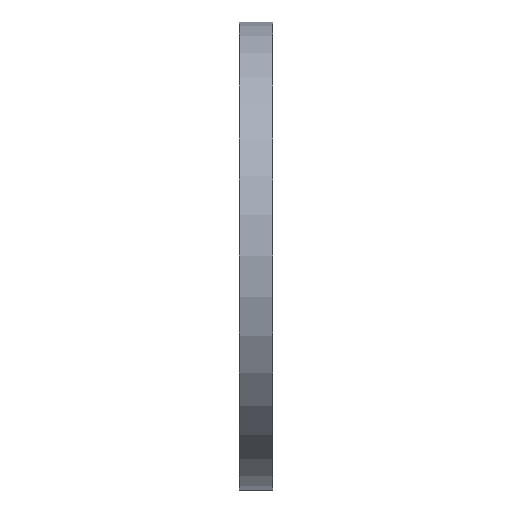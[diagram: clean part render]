
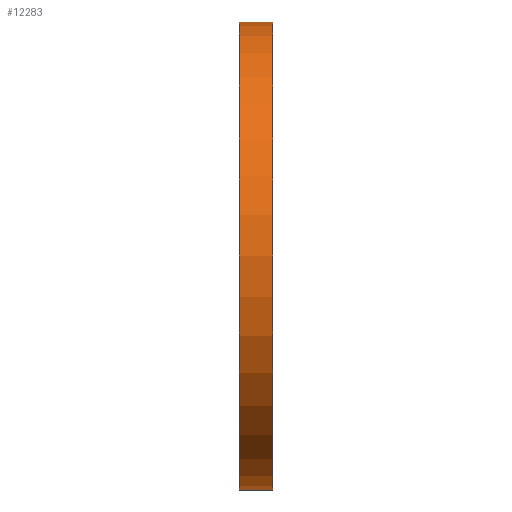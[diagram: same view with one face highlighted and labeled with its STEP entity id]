
A CAD part, left-side view. The second image highlights one B-rep face of the part: STEP entity #12283.
In plain terms, the highlighted cylindrical face has radius 70 mm (diameter 140 mm), a partial arc.
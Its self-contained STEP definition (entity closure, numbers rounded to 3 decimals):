
#69 = CYLINDRICAL_SURFACE ( 'NONE', #4715, 70. ) ;
#271 = CARTESIAN_POINT ( 'NONE',  ( 0., 10., -70. ) ) ;
#290 = VERTEX_POINT ( 'NONE', #3655 ) ;
#465 = AXIS2_PLACEMENT_3D ( 'NONE', #7320, #8552, #13092 ) ;
#887 = CIRCLE ( 'NONE', #10352, 70. ) ;
#2145 = CARTESIAN_POINT ( 'NONE',  ( 0., 10., 0. ) ) ;
#2266 = DIRECTION ( 'NONE',  ( 0., 1., 0. ) ) ;
#3085 = FACE_OUTER_BOUND ( 'NONE', #11430, .T. ) ;
#3655 = CARTESIAN_POINT ( 'NONE',  ( 0., 10., 70. ) ) ;
#3788 = CARTESIAN_POINT ( 'NONE',  ( 0., 10., -70. ) ) ;
#3835 = ORIENTED_EDGE ( 'NONE', *, *, #7372, .F. ) ;
#4191 = CARTESIAN_POINT ( 'NONE',  ( 0., 10., 70. ) ) ;
#4293 = VERTEX_POINT ( 'NONE', #3788 ) ;
#4715 = AXIS2_PLACEMENT_3D ( 'NONE', #2145, #8108, #8156 ) ;
#4742 = VECTOR ( 'NONE', #12655, 1000. ) ;
#4948 = VERTEX_POINT ( 'NONE', #11036 ) ;
#5128 = EDGE_CURVE ( 'NONE', #290, #4948, #7908, .T. ) ;
#5250 = EDGE_CURVE ( 'NONE', #9880, #4948, #887, .T. ) ;
#5633 = CIRCLE ( 'NONE', #465, 70. ) ;
#5983 = CARTESIAN_POINT ( 'NONE',  ( 0., 0., -70. ) ) ;
#6731 = CARTESIAN_POINT ( 'NONE',  ( 0., 0., 0. ) ) ;
#7320 = CARTESIAN_POINT ( 'NONE',  ( 0., 10., 0. ) ) ;
#7372 = EDGE_CURVE ( 'NONE', #4293, #290, #5633, .T. ) ;
#7520 = LINE ( 'NONE', #271, #4742 ) ;
#7673 = EDGE_CURVE ( 'NONE', #4293, #9880, #7520, .T. ) ;
#7908 = LINE ( 'NONE', #4191, #14270 ) ;
#8108 = DIRECTION ( 'NONE',  ( 0., -1., 0. ) ) ;
#8156 = DIRECTION ( 'NONE',  ( 0., 0., -1. ) ) ;
#8552 = DIRECTION ( 'NONE',  ( 0., 1., 0. ) ) ;
#9880 = VERTEX_POINT ( 'NONE', #5983 ) ;
#10201 = ORIENTED_EDGE ( 'NONE', *, *, #5128, .F. ) ;
#10352 = AXIS2_PLACEMENT_3D ( 'NONE', #6731, #2266, #11417 ) ;
#11003 = ORIENTED_EDGE ( 'NONE', *, *, #5250, .T. ) ;
#11036 = CARTESIAN_POINT ( 'NONE',  ( 0., 0., 70. ) ) ;
#11417 = DIRECTION ( 'NONE',  ( 0., 0., 1. ) ) ;
#11430 = EDGE_LOOP ( 'NONE', ( #10201, #3835, #14100, #11003 ) ) ;
#11978 = DIRECTION ( 'NONE',  ( 0., -1., 0. ) ) ;
#12283 = ADVANCED_FACE ( 'NONE', ( #3085 ), #69, .T. ) ;
#12655 = DIRECTION ( 'NONE',  ( 0., -1., 0. ) ) ;
#13092 = DIRECTION ( 'NONE',  ( 0., 0., 1. ) ) ;
#14100 = ORIENTED_EDGE ( 'NONE', *, *, #7673, .T. ) ;
#14270 = VECTOR ( 'NONE', #11978, 1000. ) ;
